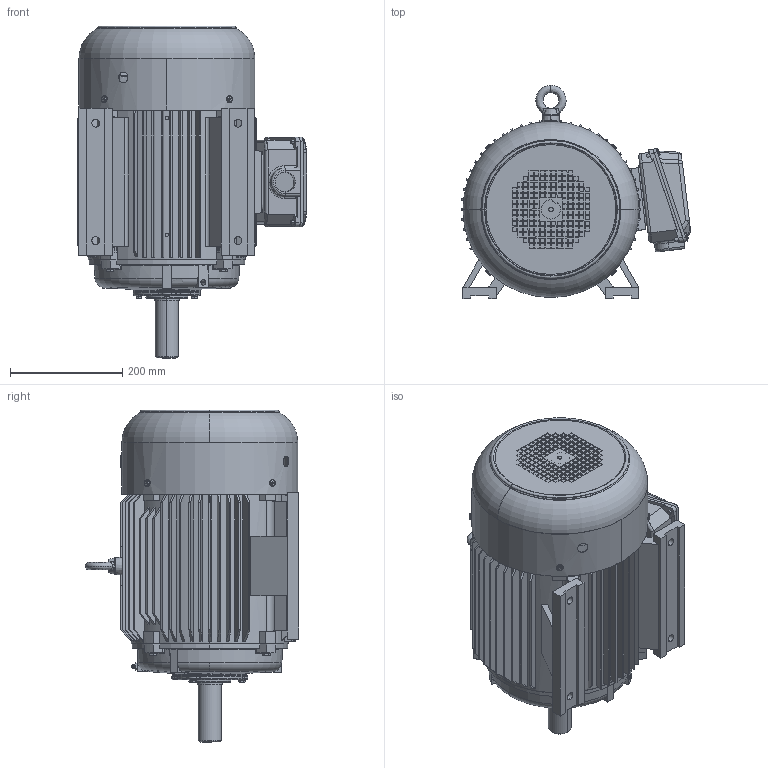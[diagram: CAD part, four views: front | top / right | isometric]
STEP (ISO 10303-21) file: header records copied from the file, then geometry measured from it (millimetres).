
FILE_DESCRIPTION (( 'STEP AP214' ), '1' );
FILE_NAME ('PEWWE-254T.STEP', '2018-07-17T13:26:45', ( '' ), ( '' ), 'SwSTEP 2.0', 'SolidWorks 2017', '' );
FILE_SCHEMA (( 'AUTOMOTIVE_DESIGN' ));
Length unit declared in the file: inch
Products named in the file (1): PEWWE-254T
Bounding box: 409.61 x 380.6 x 592.5 mm (x, y, z)
Volume: 7424539 mm3; surface area: 1966229.4 mm2
Topology: 28 solids, 28 shells, 2218 faces, 5610 edges, 3659 vertices
Faces by surface type: plane 1376, cylinder 420, cone 198, torus 152, bspline 70, sphere 2
Entity records: 80781 total; most frequent: CARTESIAN_POINT 28151, ORIENTED_EDGE 11208, DIRECTION 10006, EDGE_CURVE 5604, VERTEX_POINT 3656, AXIS2_PLACEMENT_3D 3342, LINE 3322, VECTOR 3322
